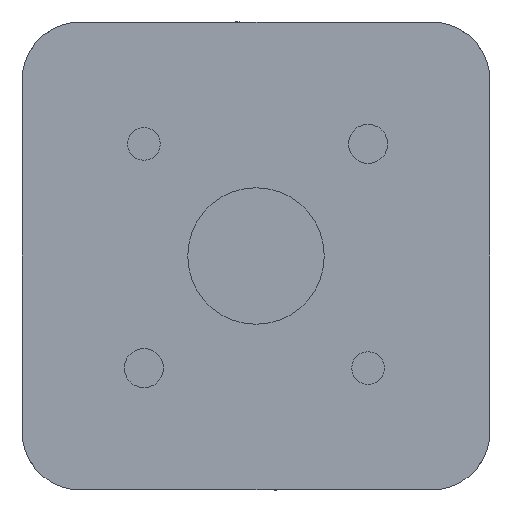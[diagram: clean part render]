
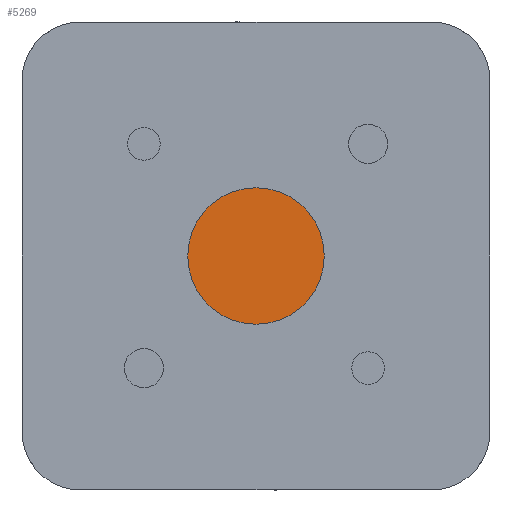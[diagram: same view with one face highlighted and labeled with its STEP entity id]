
A CAD part, left-side view. The second image highlights one B-rep face of the part: STEP entity #5269.
In plain terms, the highlighted face is planar.
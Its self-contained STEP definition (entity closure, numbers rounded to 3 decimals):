
#230 = EDGE_CURVE ( 'NONE', #6688, #6687, #3540, .T. ) ;
#261 = EDGE_CURVE ( 'NONE', #6687, #6688, #3576, .T. ) ;
#595 = AXIS2_PLACEMENT_3D ( 'NONE', #6909, #6910, #6911 ) ;
#613 = AXIS2_PLACEMENT_3D ( 'NONE', #6976, #6983, #6984 ) ;
#1130 = AXIS2_PLACEMENT_3D ( 'NONE', #11055, #11066, #11067 ) ;
#1599 = ORIENTED_EDGE ( 'NONE', *, *, #261, .F. ) ;
#1600 = ORIENTED_EDGE ( 'NONE', *, *, #230, .F. ) ;
#2247 = EDGE_LOOP ( 'NONE', ( #1599, #1600 ) ) ;
#3540 = CIRCLE ( 'NONE', #595, 14. ) ;
#3576 = CIRCLE ( 'NONE', #613, 14. ) ;
#5269 = ADVANCED_FACE ( 'NONE', ( #5644 ), #11059, .F. ) ;
#5644 = FACE_OUTER_BOUND ( 'NONE', #2247, .T. ) ;
#6288 = CARTESIAN_POINT ( 'NONE',  ( 12., 0., 14. ) ) ;
#6289 = CARTESIAN_POINT ( 'NONE',  ( 12., 0., -14. ) ) ;
#6687 = VERTEX_POINT ( 'NONE', #6288 ) ;
#6688 = VERTEX_POINT ( 'NONE', #6289 ) ;
#6909 = CARTESIAN_POINT ( 'NONE',  ( 12., 0., 0. ) ) ;
#6910 = DIRECTION ( 'NONE',  ( -1., 0., 0. ) ) ;
#6911 = DIRECTION ( 'NONE',  ( 0., 0., 1. ) ) ;
#6976 = CARTESIAN_POINT ( 'NONE',  ( 12., 0., 0. ) ) ;
#6983 = DIRECTION ( 'NONE',  ( -1., 0., 0. ) ) ;
#6984 = DIRECTION ( 'NONE',  ( 0., 0., 1. ) ) ;
#11055 = CARTESIAN_POINT ( 'NONE',  ( 12., 6.5, 0. ) ) ;
#11059 = PLANE ( 'NONE',  #1130 ) ;
#11066 = DIRECTION ( 'NONE',  ( -1., 0., 0. ) ) ;
#11067 = DIRECTION ( 'NONE',  ( 0., 0., 1. ) ) ;
